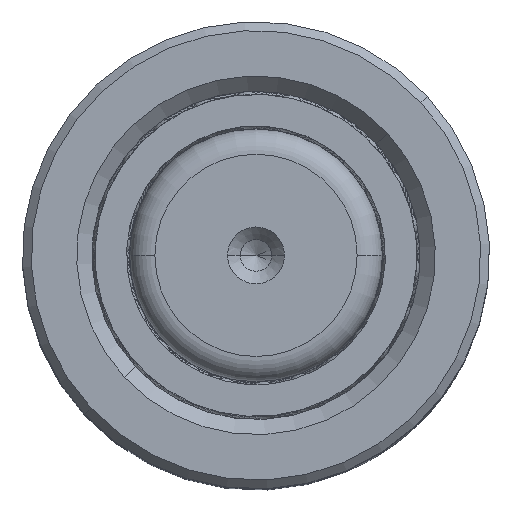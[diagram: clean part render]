
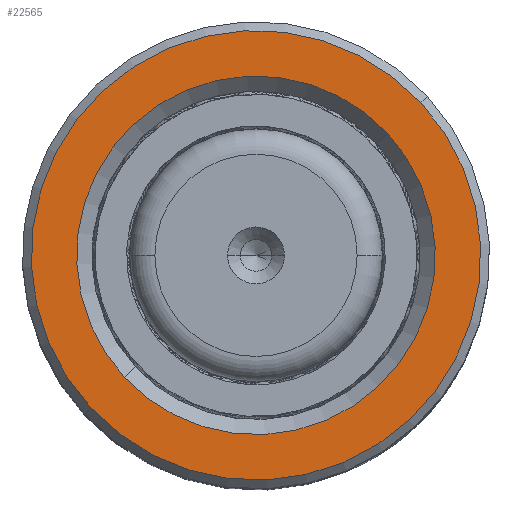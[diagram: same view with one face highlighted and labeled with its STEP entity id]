
A CAD part, top view. The second image highlights one B-rep face of the part: STEP entity #22565.
In plain terms, the highlighted planar face has unit normal (0, 0, 1).
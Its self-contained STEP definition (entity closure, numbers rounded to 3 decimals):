
#72 = AXIS2_PLACEMENT_3D ( 'NONE', #23770, #9731, #29412 ) ;
#447 = VERTEX_POINT ( 'NONE', #3363 ) ;
#3363 = CARTESIAN_POINT ( 'NONE',  ( 17.8, 0., 60. ) ) ;
#5493 = DIRECTION ( 'NONE',  ( 0., 0., -1. ) ) ;
#6736 = AXIS2_PLACEMENT_3D ( 'NONE', #22673, #28412, #33943 ) ;
#8003 = CARTESIAN_POINT ( 'NONE',  ( -17.8, 0., 60. ) ) ;
#8211 = DIRECTION ( 'NONE',  ( 1., 0., 0. ) ) ;
#9174 = VERTEX_POINT ( 'NONE', #25758 ) ;
#9603 = PLANE ( 'NONE',  #17250 ) ;
#9731 = DIRECTION ( 'NONE',  ( 0., 0., -1. ) ) ;
#11281 = CIRCLE ( 'NONE', #72, 14.2 ) ;
#11431 = ORIENTED_EDGE ( 'NONE', *, *, #21925, .T. ) ;
#12589 = CIRCLE ( 'NONE', #6736, 17.8 ) ;
#13870 = CARTESIAN_POINT ( 'NONE',  ( 0., 0., 60. ) ) ;
#14559 = ORIENTED_EDGE ( 'NONE', *, *, #25404, .T. ) ;
#14658 = ORIENTED_EDGE ( 'NONE', *, *, #31703, .T. ) ;
#15876 = EDGE_LOOP ( 'NONE', ( #11431, #14559 ) ) ;
#17250 = AXIS2_PLACEMENT_3D ( 'NONE', #29280, #20580, #23529 ) ;
#17439 = CIRCLE ( 'NONE', #23716, 17.8 ) ;
#17676 = CARTESIAN_POINT ( 'NONE',  ( -14.2, 0., 60. ) ) ;
#17814 = VERTEX_POINT ( 'NONE', #17676 ) ;
#20580 = DIRECTION ( 'NONE',  ( 0., 0., 1. ) ) ;
#21925 = EDGE_CURVE ( 'NONE', #9174, #17814, #32823, .T. ) ;
#22015 = DIRECTION ( 'NONE',  ( 1., 0., 0. ) ) ;
#22291 = FACE_BOUND ( 'NONE', #15876, .T. ) ;
#22565 = ADVANCED_FACE ( 'NONE', ( #24028, #22291 ), #9603, .T. ) ;
#22673 = CARTESIAN_POINT ( 'NONE',  ( 0., 0., 60. ) ) ;
#23529 = DIRECTION ( 'NONE',  ( 1., 0., 0. ) ) ;
#23716 = AXIS2_PLACEMENT_3D ( 'NONE', #25315, #30705, #8211 ) ;
#23770 = CARTESIAN_POINT ( 'NONE',  ( 0., 0., 60. ) ) ;
#24028 = FACE_OUTER_BOUND ( 'NONE', #28238, .T. ) ;
#25315 = CARTESIAN_POINT ( 'NONE',  ( 0., 0., 60. ) ) ;
#25404 = EDGE_CURVE ( 'NONE', #17814, #9174, #11281, .T. ) ;
#25575 = VERTEX_POINT ( 'NONE', #8003 ) ;
#25758 = CARTESIAN_POINT ( 'NONE',  ( 14.2, 0., 60. ) ) ;
#28238 = EDGE_LOOP ( 'NONE', ( #14658, #31321 ) ) ;
#28272 = AXIS2_PLACEMENT_3D ( 'NONE', #13870, #5493, #22015 ) ;
#28412 = DIRECTION ( 'NONE',  ( 0., 0., 1. ) ) ;
#29280 = CARTESIAN_POINT ( 'NONE',  ( 0., 0., 60. ) ) ;
#29412 = DIRECTION ( 'NONE',  ( 1., 0., 0. ) ) ;
#30705 = DIRECTION ( 'NONE',  ( 0., 0., 1. ) ) ;
#31171 = EDGE_CURVE ( 'NONE', #447, #25575, #12589, .T. ) ;
#31321 = ORIENTED_EDGE ( 'NONE', *, *, #31171, .T. ) ;
#31703 = EDGE_CURVE ( 'NONE', #25575, #447, #17439, .T. ) ;
#32823 = CIRCLE ( 'NONE', #28272, 14.2 ) ;
#33943 = DIRECTION ( 'NONE',  ( 1., 0., 0. ) ) ;
